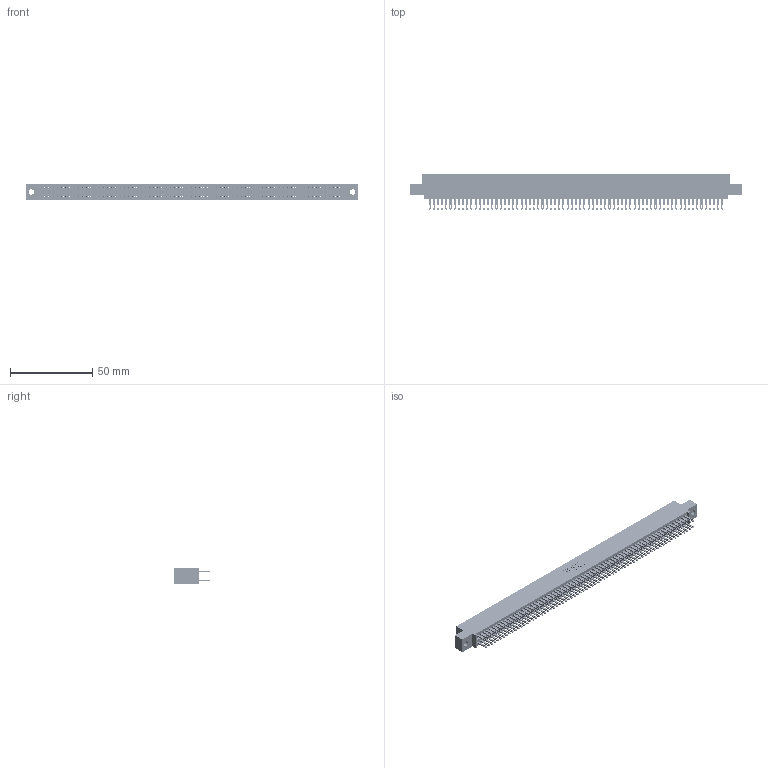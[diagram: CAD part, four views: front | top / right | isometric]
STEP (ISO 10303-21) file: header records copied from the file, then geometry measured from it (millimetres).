
FILE_DESCRIPTION (( 'STEP AP203' ), '1' );
FILE_NAME ('345-142-500-502.STEP', '2019-11-09T00:15:19', ( '' ), ( '' ), 'SwSTEP 2.0', 'SolidWorks 2016', '' );
FILE_SCHEMA (( 'CONFIG_CONTROL_DESIGN' ));
Length unit declared in the file: inch
Products named in the file (3): 345-292-001_345-293-100; 345-142-500-502; 345 Part_0.110 Offset - 0.128 Dia
Assembly tree (143 placements, depth 2):
  345-142-500-502
    345 Part_0.110 Offset - 0.128 Dia
    345-292-001_345-293-100  x142
Bounding box: 201.55 x 21.51 x 9.4 mm (x, y, z)
Volume: 20171.7 mm3; surface area: 31647.3 mm2
Topology: 143 solids, 143 shells, 6662 faces, 20375 edges, 13582 vertices
Faces by surface type: plane 3918, cylinder 2744
Entity records: 51869 total; most frequent: CARTESIAN_POINT 8668, ORIENTED_EDGE 8602, DIRECTION 7609, EDGE_CURVE 4301, LINE 3881, VECTOR 3881, VERTEX_POINT 2866, AXIS2_PLACEMENT_3D 1864
